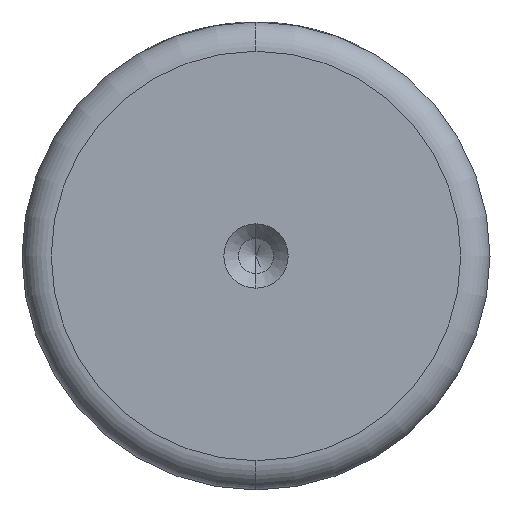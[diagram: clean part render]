
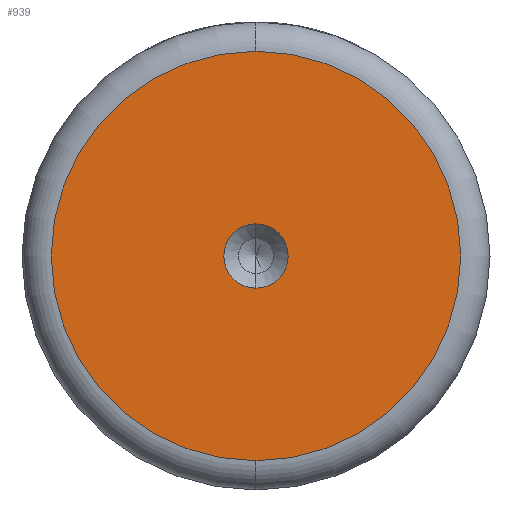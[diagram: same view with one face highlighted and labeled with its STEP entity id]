
A CAD part, left-side view. The second image highlights one B-rep face of the part: STEP entity #939.
In plain terms, the highlighted planar face has unit normal (-1, 0, 0).
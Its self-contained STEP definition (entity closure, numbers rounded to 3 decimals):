
#75 = DIRECTION ( 'NONE',  ( 0., 0., 1. ) ) ;
#103 = CIRCLE ( 'NONE', #769, 3.3 ) ;
#171 = ORIENTED_EDGE ( 'NONE', *, *, #623, .F. ) ;
#186 = EDGE_LOOP ( 'NONE', ( #1064, #285 ) ) ;
#285 = ORIENTED_EDGE ( 'NONE', *, *, #993, .T. ) ;
#416 = DIRECTION ( 'NONE',  ( -1., 0., 0. ) ) ;
#496 = CIRCLE ( 'NONE', #728, 21. ) ;
#532 = CARTESIAN_POINT ( 'NONE',  ( 0., 0., 0. ) ) ;
#543 = DIRECTION ( 'NONE',  ( -1., 0., 0. ) ) ;
#623 = EDGE_CURVE ( 'NONE', #781, #916, #1153, .T. ) ;
#627 = CARTESIAN_POINT ( 'NONE',  ( 0., 0., 0. ) ) ;
#643 = DIRECTION ( 'NONE',  ( 0., 0., 1. ) ) ;
#664 = CARTESIAN_POINT ( 'NONE',  ( 0., 0., -21. ) ) ;
#667 = EDGE_CURVE ( 'NONE', #916, #781, #103, .T. ) ;
#728 = AXIS2_PLACEMENT_3D ( 'NONE', #627, #1394, #737 ) ;
#733 = ORIENTED_EDGE ( 'NONE', *, *, #667, .F. ) ;
#734 = CIRCLE ( 'NONE', #1027, 21. ) ;
#737 = DIRECTION ( 'NONE',  ( 0., 0., 1. ) ) ;
#768 = CARTESIAN_POINT ( 'NONE',  ( 0., 0., 3.3 ) ) ;
#769 = AXIS2_PLACEMENT_3D ( 'NONE', #532, #1307, #643 ) ;
#770 = DIRECTION ( 'NONE',  ( -1., 0., 0. ) ) ;
#781 = VERTEX_POINT ( 'NONE', #768 ) ;
#807 = CARTESIAN_POINT ( 'NONE',  ( 0., 0., -3.3 ) ) ;
#916 = VERTEX_POINT ( 'NONE', #807 ) ;
#939 = ADVANCED_FACE ( 'NONE', ( #1385, #1070 ), #982, .T. ) ;
#975 = EDGE_LOOP ( 'NONE', ( #171, #733 ) ) ;
#982 = PLANE ( 'NONE',  #1102 ) ;
#993 = EDGE_CURVE ( 'NONE', #1465, #1431, #734, .T. ) ;
#996 = CARTESIAN_POINT ( 'NONE',  ( 0., 0., 21. ) ) ;
#1027 = AXIS2_PLACEMENT_3D ( 'NONE', #1428, #770, #75 ) ;
#1064 = ORIENTED_EDGE ( 'NONE', *, *, #1296, .T. ) ;
#1070 = FACE_OUTER_BOUND ( 'NONE', #186, .T. ) ;
#1084 = CARTESIAN_POINT ( 'NONE',  ( 0., 0., 0. ) ) ;
#1099 = CARTESIAN_POINT ( 'NONE',  ( 0., 0., 0. ) ) ;
#1102 = AXIS2_PLACEMENT_3D ( 'NONE', #1099, #543, #1313 ) ;
#1153 = CIRCLE ( 'NONE', #1248, 3.3 ) ;
#1193 = DIRECTION ( 'NONE',  ( 0., 0., 1. ) ) ;
#1248 = AXIS2_PLACEMENT_3D ( 'NONE', #1084, #416, #1193 ) ;
#1296 = EDGE_CURVE ( 'NONE', #1431, #1465, #496, .T. ) ;
#1307 = DIRECTION ( 'NONE',  ( -1., 0., 0. ) ) ;
#1313 = DIRECTION ( 'NONE',  ( 0., 0., 1. ) ) ;
#1385 = FACE_BOUND ( 'NONE', #975, .T. ) ;
#1394 = DIRECTION ( 'NONE',  ( -1., 0., 0. ) ) ;
#1428 = CARTESIAN_POINT ( 'NONE',  ( 0., 0., 0. ) ) ;
#1431 = VERTEX_POINT ( 'NONE', #996 ) ;
#1465 = VERTEX_POINT ( 'NONE', #664 ) ;
